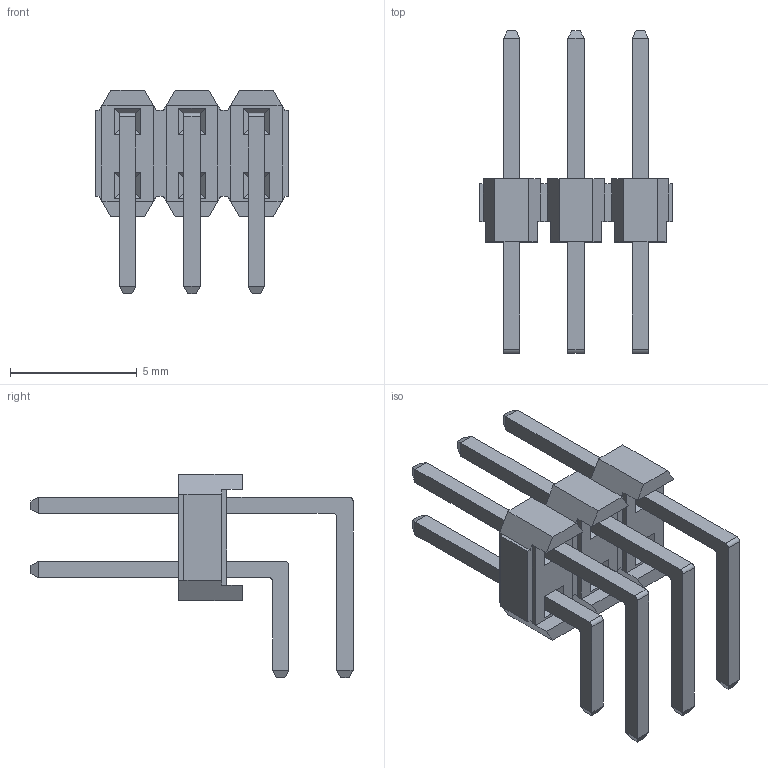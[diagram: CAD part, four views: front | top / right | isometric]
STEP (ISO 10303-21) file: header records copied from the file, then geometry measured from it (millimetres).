
FILE_DESCRIPTION(('FreeCAD Model'),'2;1');
FILE_NAME('C003DBAN-M71RCa.stp', '2017-05-04T09:48:29',('Author'),(''), 'Open CASCADE STEP processor 6.8','FreeCAD','Unknown');
FILE_SCHEMA(('AUTOMOTIVE_DESIGN_CC2 { 1 2 10303 214 -1 1 5 4 }'));
Length unit declared in the file: millimetre
Products named in the file (7): _____C003DBAN-M71RC006; _____C003DBAN-M71RC005; _____C003DBAN-M71RC004; _____C003DBAN-M71RC003; _____C003DBAN-M71RC002; _____C003DBAN-M71RC001; _____C003DBAN-M71RC
Bounding box: 7.62 x 12.72 x 8.05 mm (x, y, z)
Volume: 103.1 mm3; surface area: 422 mm2
Topology: 7 solids, 7 shells, 222 faces, 540 edges, 332 vertices
Faces by surface type: plane 210, cylinder 12
Entity records: 14560 total; most frequent: CARTESIAN_POINT 3435, DIRECTION 2024, LINE 1524, VECTOR 1524, ORIENTED_EDGE 1080, PCURVE 1080, DEFINITIONAL_REPRESENTATION 1080, EDGE_CURVE 540
